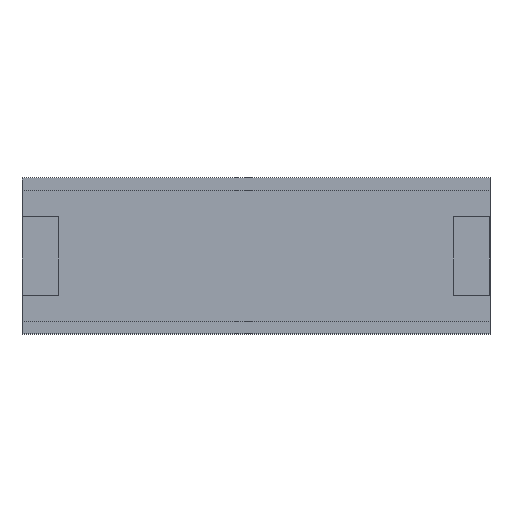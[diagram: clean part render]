
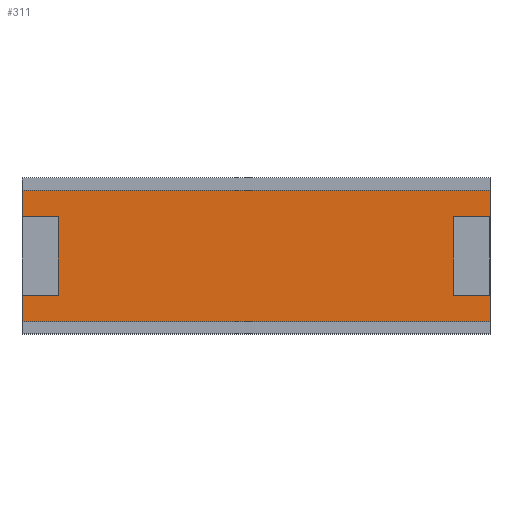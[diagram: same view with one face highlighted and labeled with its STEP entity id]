
A CAD part, top view. The second image highlights one B-rep face of the part: STEP entity #311.
In plain terms, the highlighted planar face has unit normal (0, 0, 1).
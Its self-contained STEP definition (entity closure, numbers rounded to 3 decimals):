
#53=FACE_OUTER_BOUND('',#71,.T.);
#71=EDGE_LOOP('',(#251,#252,#253,#254));
#93=LINE('',#513,#129);
#96=LINE('',#519,#132);
#99=LINE('',#525,#135);
#102=LINE('',#529,#138);
#129=VECTOR('',#420,10.);
#132=VECTOR('',#425,10.);
#135=VECTOR('',#430,10.);
#138=VECTOR('',#435,10.);
#161=VERTEX_POINT('',#510);
#162=VERTEX_POINT('',#512);
#164=VERTEX_POINT('',#518);
#166=VERTEX_POINT('',#524);
#189=EDGE_CURVE('',#162,#161,#93,.T.);
#192=EDGE_CURVE('',#164,#162,#96,.T.);
#195=EDGE_CURVE('',#166,#164,#99,.T.);
#198=EDGE_CURVE('',#161,#166,#102,.T.);
#251=ORIENTED_EDGE('',*,*,#198,.T.);
#252=ORIENTED_EDGE('',*,*,#195,.T.);
#253=ORIENTED_EDGE('',*,*,#192,.T.);
#254=ORIENTED_EDGE('',*,*,#189,.T.);
#293=PLANE('',#370);
#311=ADVANCED_FACE('',(#53),#293,.T.);
#370=AXIS2_PLACEMENT_3D('',#530,#436,#437);
#420=DIRECTION('',(-1.,0.,0.));
#425=DIRECTION('',(0.,1.,0.));
#430=DIRECTION('',(1.,0.,0.));
#435=DIRECTION('',(0.,-1.,0.));
#436=DIRECTION('center_axis',(0.,0.,1.));
#437=DIRECTION('ref_axis',(1.,0.,0.));
#510=CARTESIAN_POINT('',(-33.,9.3,0.1));
#512=CARTESIAN_POINT('',(33.,9.3,0.1));
#513=CARTESIAN_POINT('',(33.,9.3,0.1));
#518=CARTESIAN_POINT('',(33.,-9.3,0.1));
#519=CARTESIAN_POINT('',(33.,-9.3,0.1));
#524=CARTESIAN_POINT('',(-33.,-9.3,0.1));
#525=CARTESIAN_POINT('',(-33.,-9.3,0.1));
#529=CARTESIAN_POINT('',(-33.,9.3,0.1));
#530=CARTESIAN_POINT('Origin',(0.,0.,0.1));
